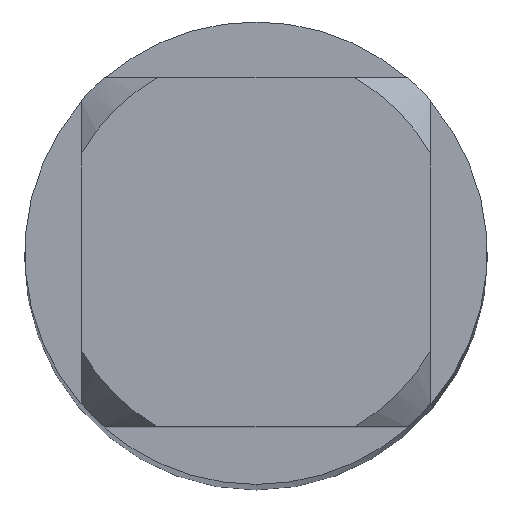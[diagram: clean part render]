
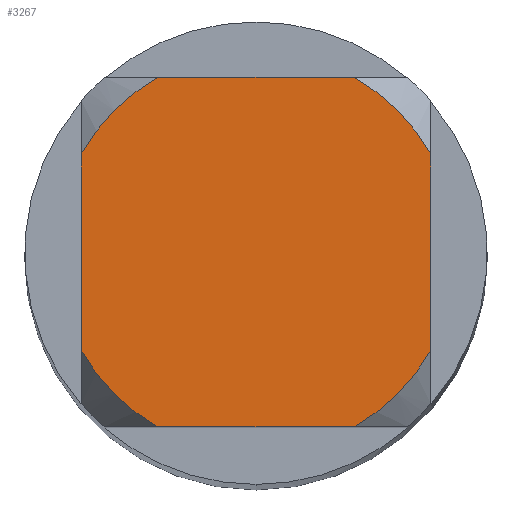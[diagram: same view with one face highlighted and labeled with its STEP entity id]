
A CAD part, top view. The second image highlights one B-rep face of the part: STEP entity #3267.
In plain terms, the highlighted planar face has unit normal (0, 0, 1).
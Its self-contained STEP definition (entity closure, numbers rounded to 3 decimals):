
#1219=VERTEX_POINT('',#3596);
#1489=VERTEX_POINT('',#3887);
#1507=VERTEX_POINT('',#3907);
#1733=EDGE_CURVE('',#1507,#2451,#4149,.T.);
#2089=VERTEX_POINT('',#4534);
#2195=EDGE_CURVE('',#2763,#2269,#4654,.T.);
#2269=VERTEX_POINT('',#4731);
#2285=EDGE_CURVE('',#2763,#1219,#4749,.T.);
#2451=VERTEX_POINT('',#4933);
#2763=VERTEX_POINT('',#5276);
#2847=EDGE_CURVE('',#1507,#3369,#5365,.T.);
#2881=EDGE_CURVE('',#2089,#1219,#5401,.T.);
#3161=EDGE_CURVE('',#2089,#2451,#5709,.T.);
#3235=EDGE_CURVE('',#1489,#2269,#5790,.T.);
#3267=ADVANCED_FACE('',(#5823),#5824,.T.);
#3369=VERTEX_POINT('',#5933);
#3549=EDGE_CURVE('',#1489,#3369,#6133,.T.);
#3596=CARTESIAN_POINT('',(0.955,-1.7,0.0));
#3887=CARTESIAN_POINT('',(0.955,1.7,0.0));
#3907=CARTESIAN_POINT('',(-1.7,0.955,0.0));
#4149=LINE('',#7674,#7675);
#4534=CARTESIAN_POINT('',(-0.955,-1.7,0.0));
#4654=LINE('',#8903,#8904);
#4731=CARTESIAN_POINT('',(1.7,0.955,0.0));
#4749=CIRCLE('',#9216,1.95);
#4933=CARTESIAN_POINT('',(-1.7,-0.955,0.0));
#5276=CARTESIAN_POINT('',(1.7,-0.955,0.0));
#5365=CIRCLE('',#10743,1.95);
#5401=LINE('',#10883,#10884);
#5709=CIRCLE('',#11554,1.95);
#5790=CIRCLE('',#11897,1.95);
#5823=FACE_OUTER_BOUND('',#11985,.T.);
#5824=PLANE('',#11986);
#5933=CARTESIAN_POINT('',(-0.955,1.7,0.0));
#6133=LINE('',#12919,#12920);
#7674=CARTESIAN_POINT('',(-1.7,0.488,0.0));
#7675=VECTOR('',#13726,1.0);
#8903=CARTESIAN_POINT('',(1.7,0.488,0.0));
#8904=VECTOR('',#14246,1.0);
#9216=AXIS2_PLACEMENT_3D('',#14328,#14329,#14330);
#10743=AXIS2_PLACEMENT_3D('',#15024,#15025,#15026);
#10883=CARTESIAN_POINT('',(0.0,-1.7,0.0));
#10884=VECTOR('',#15054,1.0);
#11554=AXIS2_PLACEMENT_3D('',#15401,#15402,#15403);
#11897=AXIS2_PLACEMENT_3D('',#15540,#15541,#15542);
#11985=EDGE_LOOP('',(#15561,#15562,#15563,#15564,#15565,#15566,#15567,#15568));
#11986=AXIS2_PLACEMENT_3D('',#15569,#15570,#15571);
#12919=CARTESIAN_POINT('',(0.0,1.7,0.0));
#12920=VECTOR('',#15907,1.0);
#13726=DIRECTION('',(-0.0,-1.0,0.0));
#14246=DIRECTION('',(-0.0,1.0,0.0));
#14328=CARTESIAN_POINT('',(0.0,0.0,0.0));
#14329=DIRECTION('',(0.0,0.0,-1.0));
#14330=DIRECTION('',(0.0,1.0,0.0));
#15024=CARTESIAN_POINT('',(0.0,0.0,0.0));
#15025=DIRECTION('',(0.0,0.0,-1.0));
#15026=DIRECTION('',(0.0,1.0,0.0));
#15054=DIRECTION('',(1.0,0.0,0.0));
#15401=CARTESIAN_POINT('',(0.0,0.0,0.0));
#15402=DIRECTION('',(0.0,0.0,-1.0));
#15403=DIRECTION('',(0.0,1.0,0.0));
#15540=CARTESIAN_POINT('',(0.0,0.0,0.0));
#15541=DIRECTION('',(0.0,0.0,-1.0));
#15542=DIRECTION('',(0.0,1.0,0.0));
#15561=ORIENTED_EDGE('',*,*,#1733,.T.);
#15562=ORIENTED_EDGE('',*,*,#3161,.F.);
#15563=ORIENTED_EDGE('',*,*,#2881,.T.);
#15564=ORIENTED_EDGE('',*,*,#2285,.F.);
#15565=ORIENTED_EDGE('',*,*,#2195,.T.);
#15566=ORIENTED_EDGE('',*,*,#3235,.F.);
#15567=ORIENTED_EDGE('',*,*,#3549,.T.);
#15568=ORIENTED_EDGE('',*,*,#2847,.F.);
#15569=CARTESIAN_POINT('',(0.0,0.975,0.0));
#15570=DIRECTION('',(-0.0,0.0,1.0));
#15571=DIRECTION('',(0.0,-1.0,0.0));
#15907=DIRECTION('',(-1.0,0.0,0.0));
